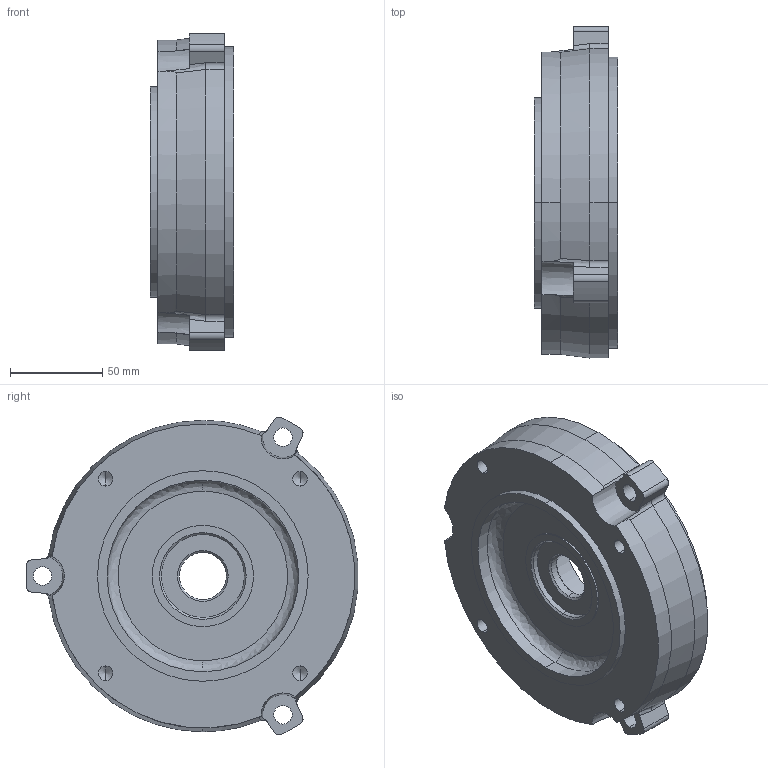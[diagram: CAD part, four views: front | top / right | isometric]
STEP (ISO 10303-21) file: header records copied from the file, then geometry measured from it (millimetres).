
FILE_DESCRIPTION (( 'STEP AP214' ), '1' );
FILE_NAME ('MTAP2-CFACE-140TC.STEP', '2019-08-27T15:15:48', ( '' ), ( '' ), 'SwSTEP 2.0', 'SolidWorks 2017', '' );
FILE_SCHEMA (( 'AUTOMOTIVE_DESIGN' ));
Length unit declared in the file: inch
Products named in the file (1): MTAP2-CFACE-140TC
Bounding box: 45.1 x 180.19 x 172.51 mm (x, y, z)
Volume: 347610 mm3; surface area: 99590.6 mm2
Topology: 1 solids, 1 shells, 222 faces, 584 edges, 349 vertices
Faces by surface type: cylinder 74, bspline 71, plane 48, cone 29
Entity records: 10312 total; most frequent: CARTESIAN_POINT 5496, ORIENTED_EDGE 1112, DIRECTION 857, EDGE_CURVE 556, VERTEX_POINT 349, AXIS2_PLACEMENT_3D 344, EDGE_LOOP 243, ADVANCED_FACE 222
